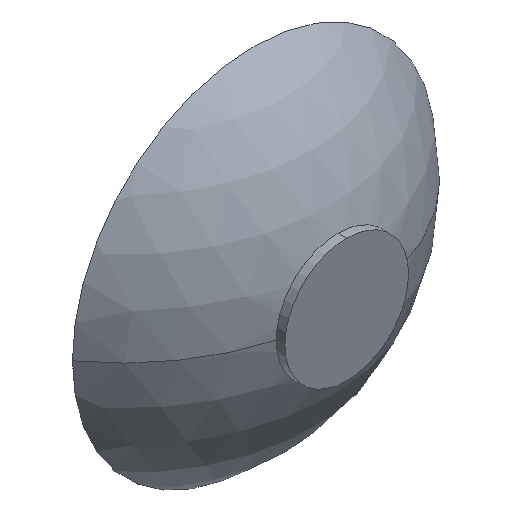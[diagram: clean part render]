
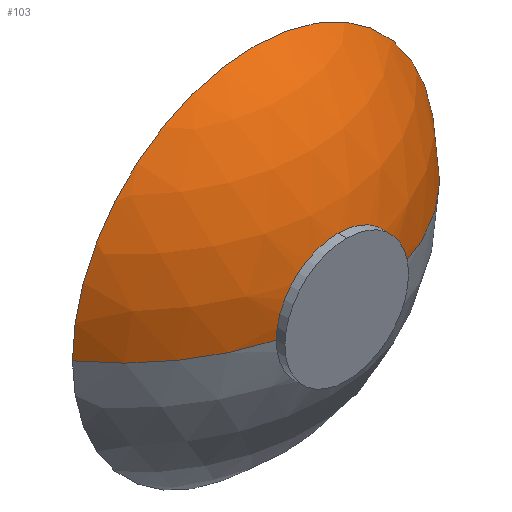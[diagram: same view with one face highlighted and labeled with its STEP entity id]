
A CAD part, isometric view. The second image highlights one B-rep face of the part: STEP entity #103.
In plain terms, the highlighted spherical face has radius 1450.52 mm.
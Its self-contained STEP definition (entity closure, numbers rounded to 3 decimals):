
#4 = EDGE_CURVE ( 'NONE', #39, #41, #398, .T. ) ;
#31 = CIRCLE ( 'NONE', #71, 1175. ) ;
#33 = EDGE_CURVE ( 'NONE', #279, #41, #31, .T. ) ;
#39 = VERTEX_POINT ( 'NONE', #349 ) ;
#41 = VERTEX_POINT ( 'NONE', #322 ) ;
#49 = ORIENTED_EDGE ( 'NONE', *, *, #33, .F. ) ;
#57 = DIRECTION ( 'NONE',  ( 1., 0., 0. ) ) ;
#71 = AXIS2_PLACEMENT_3D ( 'NONE', #116, #157, #189 ) ;
#72 = AXIS2_PLACEMENT_3D ( 'NONE', #342, #404, #106 ) ;
#75 = VERTEX_POINT ( 'NONE', #88 ) ;
#77 = DIRECTION ( 'NONE',  ( 0., 0., 1. ) ) ;
#81 = ORIENTED_EDGE ( 'NONE', *, *, #4, .T. ) ;
#88 = CARTESIAN_POINT ( 'NONE',  ( 0., 56.243, 400. ) ) ;
#93 = CIRCLE ( 'NONE', #393, 400. ) ;
#94 = FACE_OUTER_BOUND ( 'NONE', #112, .T. ) ;
#103 = ADVANCED_FACE ( 'NONE', ( #94 ), #224, .T. ) ;
#106 = DIRECTION ( 'NONE',  ( 1., 0., 0. ) ) ;
#112 = EDGE_LOOP ( 'NONE', ( #144, #319, #241, #81, #49 ) ) ;
#116 = CARTESIAN_POINT ( 'NONE',  ( 0., 600., 0. ) ) ;
#125 = CIRCLE ( 'NONE', #285, 1450.521 ) ;
#140 = VERTEX_POINT ( 'NONE', #287 ) ;
#142 = DIRECTION ( 'NONE',  ( 0., 0., -1. ) ) ;
#144 = ORIENTED_EDGE ( 'NONE', *, *, #286, .F. ) ;
#157 = DIRECTION ( 'NONE',  ( 0., 1., 0. ) ) ;
#160 = CARTESIAN_POINT ( 'NONE',  ( 0., 56.243, 0. ) ) ;
#168 = AXIS2_PLACEMENT_3D ( 'NONE', #160, #292, #262 ) ;
#189 = DIRECTION ( 'NONE',  ( 0., 0., 1. ) ) ;
#206 = EDGE_CURVE ( 'NONE', #75, #39, #250, .T. ) ;
#224 = SPHERICAL_SURFACE ( 'NONE', #303, 1450.521 ) ;
#239 = CARTESIAN_POINT ( 'NONE',  ( 0., 1450.521, 0. ) ) ;
#241 = ORIENTED_EDGE ( 'NONE', *, *, #206, .T. ) ;
#250 = CIRCLE ( 'NONE', #168, 400. ) ;
#262 = DIRECTION ( 'NONE',  ( 0., 0., 1. ) ) ;
#264 = CARTESIAN_POINT ( 'NONE',  ( -1175., 600., 0. ) ) ;
#279 = VERTEX_POINT ( 'NONE', #264 ) ;
#285 = AXIS2_PLACEMENT_3D ( 'NONE', #239, #142, #341 ) ;
#286 = EDGE_CURVE ( 'NONE', #140, #279, #125, .T. ) ;
#287 = CARTESIAN_POINT ( 'NONE',  ( -400., 56.243, 0. ) ) ;
#292 = DIRECTION ( 'NONE',  ( 0., 1., 0. ) ) ;
#303 = AXIS2_PLACEMENT_3D ( 'NONE', #414, #357, #57 ) ;
#319 = ORIENTED_EDGE ( 'NONE', *, *, #363, .T. ) ;
#322 = CARTESIAN_POINT ( 'NONE',  ( 1175., 600., 0. ) ) ;
#338 = CARTESIAN_POINT ( 'NONE',  ( 0., 56.243, 0. ) ) ;
#341 = DIRECTION ( 'NONE',  ( -1., 0., 0. ) ) ;
#342 = CARTESIAN_POINT ( 'NONE',  ( 0., 1450.521, 0. ) ) ;
#349 = CARTESIAN_POINT ( 'NONE',  ( 400., 56.243, 0. ) ) ;
#357 = DIRECTION ( 'NONE',  ( 0., 0., -1. ) ) ;
#363 = EDGE_CURVE ( 'NONE', #140, #75, #93, .T. ) ;
#379 = DIRECTION ( 'NONE',  ( 0., 1., 0. ) ) ;
#393 = AXIS2_PLACEMENT_3D ( 'NONE', #338, #379, #77 ) ;
#398 = CIRCLE ( 'NONE', #72, 1450.521 ) ;
#404 = DIRECTION ( 'NONE',  ( 0., 0., 1. ) ) ;
#414 = CARTESIAN_POINT ( 'NONE',  ( 0., 1450.521, 0. ) ) ;
